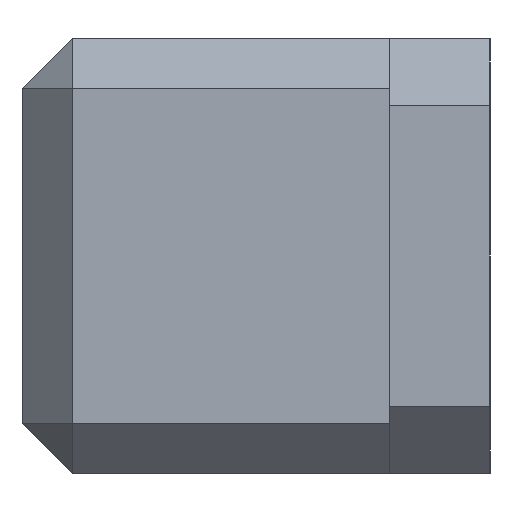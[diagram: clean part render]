
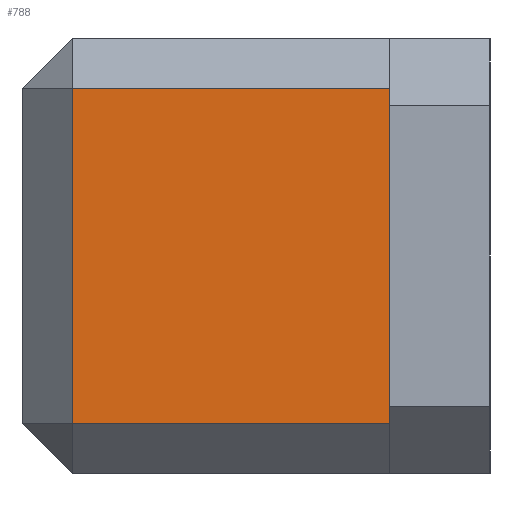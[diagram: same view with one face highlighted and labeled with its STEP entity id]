
A CAD part, left-side view. The second image highlights one B-rep face of the part: STEP entity #788.
In plain terms, the highlighted planar face has unit normal (-1, 0, 0).
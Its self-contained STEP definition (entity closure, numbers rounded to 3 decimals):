
#402 = VERTEX_POINT('',#403);
#403 = CARTESIAN_POINT('',(-1.3,0.6,1.));
#409 = EDGE_CURVE('',#410,#402,#412,.T.);
#410 = VERTEX_POINT('',#411);
#411 = CARTESIAN_POINT('',(-1.3,0.6,-1.));
#412 = LINE('',#413,#414);
#413 = CARTESIAN_POINT('',(-1.3,0.6,0.65));
#414 = VECTOR('',#415,1.);
#415 = DIRECTION('',(0.,0.,1.));
#442 = VERTEX_POINT('',#443);
#443 = CARTESIAN_POINT('',(-1.3,2.5,1.));
#449 = EDGE_CURVE('',#402,#442,#450,.T.);
#450 = LINE('',#451,#452);
#451 = CARTESIAN_POINT('',(-1.3,0.6,1.));
#452 = VECTOR('',#453,1.);
#453 = DIRECTION('',(0.,1.,0.));
#771 = VERTEX_POINT('',#772);
#772 = CARTESIAN_POINT('',(-1.3,2.5,-1.));
#778 = EDGE_CURVE('',#410,#771,#779,.T.);
#779 = LINE('',#780,#781);
#780 = CARTESIAN_POINT('',(-1.3,0.6,-1.));
#781 = VECTOR('',#782,1.);
#782 = DIRECTION('',(0.,1.,0.));
#788 = ADVANCED_FACE('',(#789),#800,.T.);
#789 = FACE_BOUND('',#790,.T.);
#790 = EDGE_LOOP('',(#791,#792,#793,#799));
#791 = ORIENTED_EDGE('',*,*,#409,.T.);
#792 = ORIENTED_EDGE('',*,*,#449,.T.);
#793 = ORIENTED_EDGE('',*,*,#794,.T.);
#794 = EDGE_CURVE('',#442,#771,#795,.T.);
#795 = LINE('',#796,#797);
#796 = CARTESIAN_POINT('',(-1.3,2.5,1.3));
#797 = VECTOR('',#798,1.);
#798 = DIRECTION('',(0.,0.,-1.));
#799 = ORIENTED_EDGE('',*,*,#778,.F.);
#800 = PLANE('',#801);
#801 = AXIS2_PLACEMENT_3D('',#802,#803,#804);
#802 = CARTESIAN_POINT('',(-1.3,0.,1.3));
#803 = DIRECTION('',(-1.,0.,0.));
#804 = DIRECTION('',(0.,0.,-1.));
